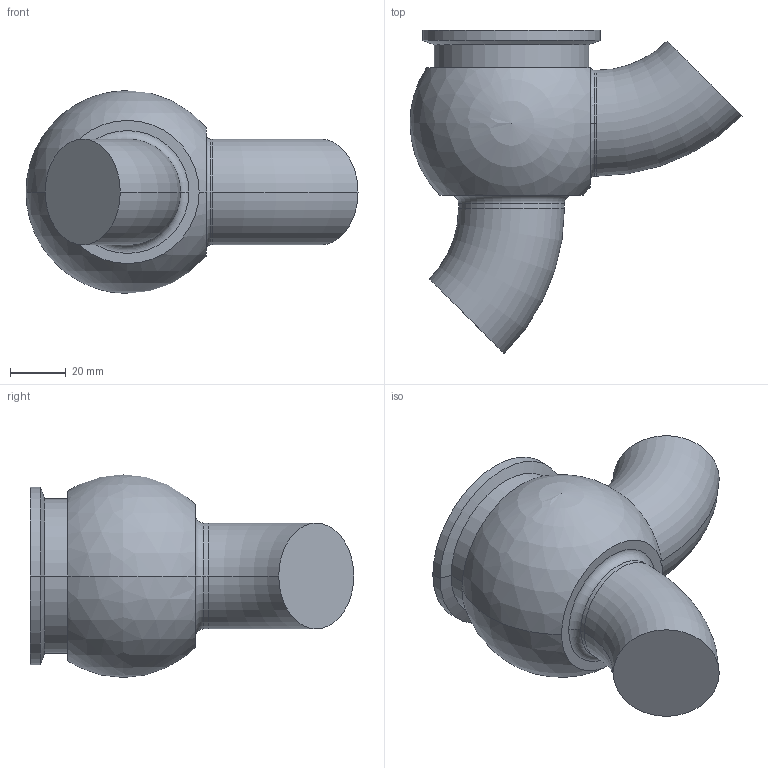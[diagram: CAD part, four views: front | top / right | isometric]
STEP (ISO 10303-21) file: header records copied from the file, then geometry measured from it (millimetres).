
FILE_DESCRIPTION (( 'STEP AP203' ), '1' );
FILE_NAME ('107686.STEP', '2017-10-23T17:51:35', ( '' ), ( '' ), 'SwSTEP 2.0', 'SolidWorks 2014', '' );
FILE_SCHEMA (( 'CONFIG_CONTROL_DESIGN' ));
Length unit declared in the file: inch
Products named in the file (1): 107686
Bounding box: 119.4 x 116.3 x 73 mm (x, y, z)
Volume: 301003.2 mm3; surface area: 30004 mm2
Topology: 1 solids, 1 shells, 26 faces, 61 edges, 37 vertices
Faces by surface type: torus 8, cylinder 8, plane 6, sphere 2, cone 2
Entity records: 809 total; most frequent: DIRECTION 152, CARTESIAN_POINT 126, ORIENTED_EDGE 112, AXIS2_PLACEMENT_3D 70, EDGE_CURVE 56, CIRCLE 43, VERTEX_POINT 34, EDGE_LOOP 28
